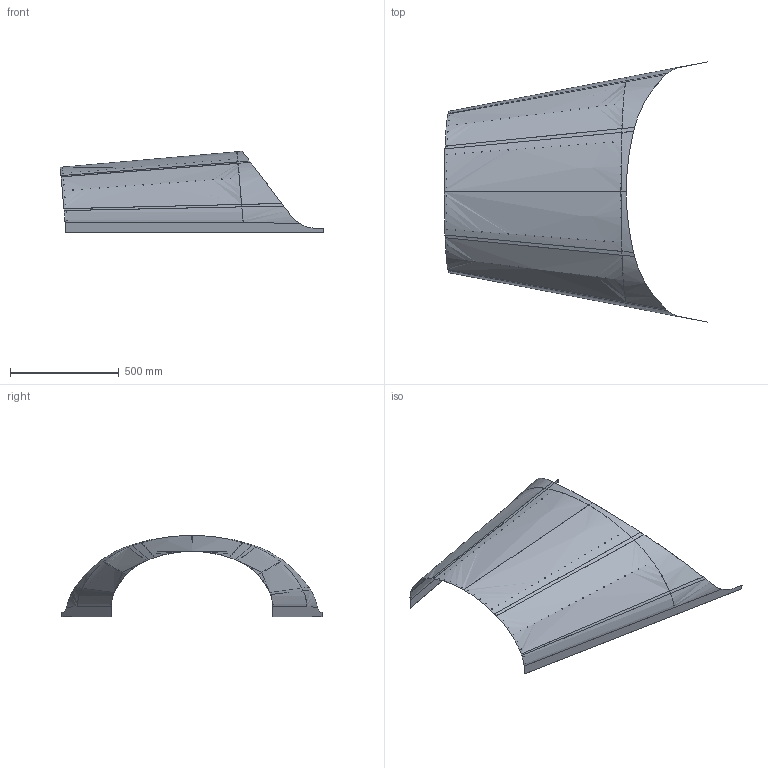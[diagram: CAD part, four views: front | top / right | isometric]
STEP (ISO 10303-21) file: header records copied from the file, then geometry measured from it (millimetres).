
FILE_DESCRIPTION( ( 'STEP AP214' ), '1' );
FILE_NAME( 'Turtledeck_skin_front.stp', '2008-03-12T12:16:58', ( ' ' ), ( ' ' ), 'XStep 1.0', 'VISI-Series', ' ' );
FILE_SCHEMA( ( 'automotive_design' ) );
Length unit declared in the file: millimetre
Products named in the file (21): 1; 2; 3; 4; 5; 6; 7; 8; 9; 10; 11; 12; 13; 14; 15; 16; 17; 18; 19; 20; 21
Bounding box: 1209.31 x 1194.76 x 373.51 mm (x, y, z)
Surface area: 2246682.7 mm2 (no closed solid volume)
Topology: 0 solids, 41 shells, 292 faces, 846 edges, 522 vertices
Faces by surface type: bspline 258, plane 16, offset 16, extrusion 2
Entity records: 42103 total; most frequent: CARTESIAN_POINT 34000, ORIENTED_EDGE 1408, EDGE_CURVE 744, B_SPLINE_CURVE_WITH_KNOTS 663, EDGE_LOOP 602, VERTEX_POINT 522, FACE_OUTER_BOUND 358, STYLED_ITEM 296
